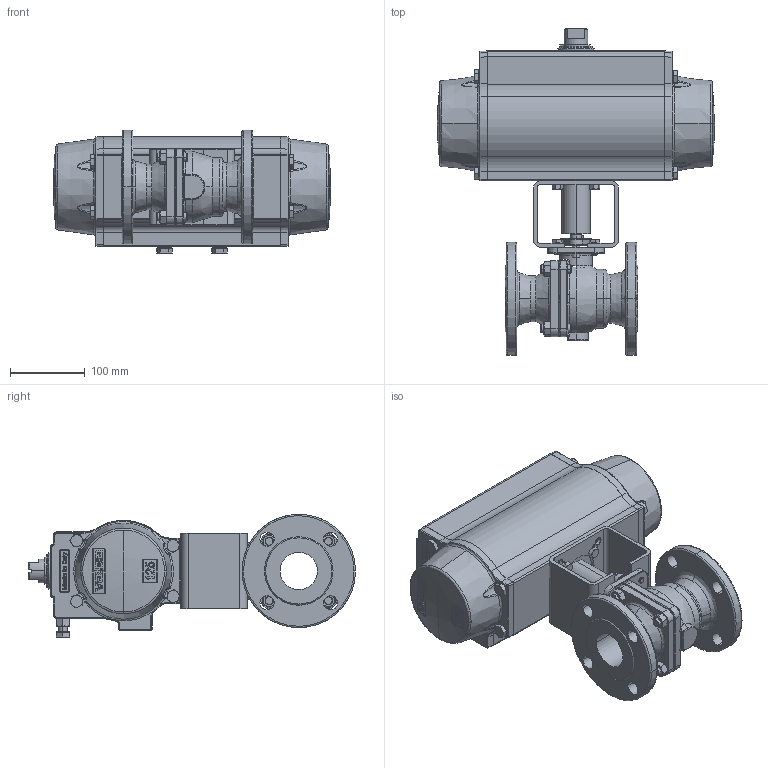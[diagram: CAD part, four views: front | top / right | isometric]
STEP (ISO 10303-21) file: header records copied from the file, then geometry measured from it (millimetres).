
FILE_DESCRIPTION (( 'STEP AP203' ), '1' );
FILE_NAME ('5801F-200_UT-4.STEP', '2017-11-27T20:35:29', ( '' ), ( '' ), 'SwSTEP 2.0', 'SolidWorks 2014', '' );
FILE_SCHEMA (( 'CONFIG_CONTROL_DESIGN' ));
Length unit declared in the file: inch
Products named in the file (1): 5801F-200_UT-4
Bounding box: 371.83 x 438.49 x 165.45 mm (x, y, z)
Surface area: 489023.5 mm2 (no closed solid volume)
Topology: 0 solids, 57 shells, 1430 faces, 4665 edges, 3161 vertices
Faces by surface type: plane 492, bspline 334, cylinder 329, cone 229, sphere 42, torus 4
Entity records: 80213 total; most frequent: CARTESIAN_POINT 42655, ORIENTED_EDGE 7698, DIRECTION 7123, EDGE_CURVE 4648, VERTEX_POINT 3161, AXIS2_PLACEMENT_3D 2699, VECTOR 1725, LINE 1725
